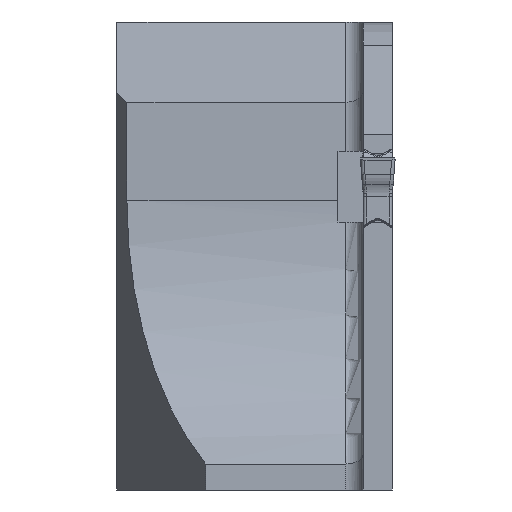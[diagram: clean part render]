
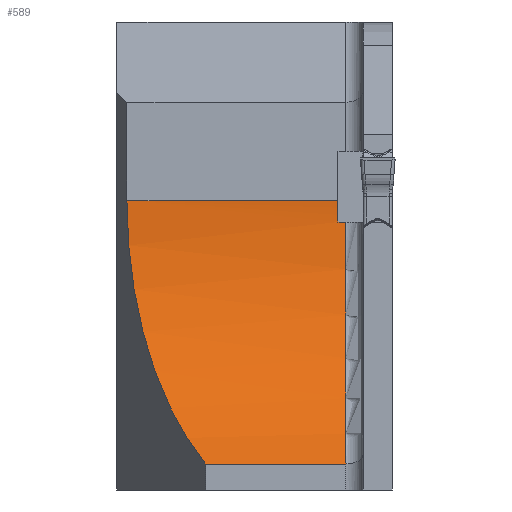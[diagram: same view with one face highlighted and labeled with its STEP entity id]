
A CAD part, front view. The second image highlights one B-rep face of the part: STEP entity #589.
In plain terms, the highlighted cylindrical face has radius 18.63 mm (diameter 37.26 mm), a partial arc.
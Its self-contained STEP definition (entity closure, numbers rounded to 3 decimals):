
#226=CYLINDRICAL_SURFACE('',#4169,18.63);
#294=ELLIPSE('',#4154,21.512,18.63);
#589=ADVANCED_FACE('',(#896),#226,.F.);
#896=FACE_OUTER_BOUND('',#1148,.T.);
#1148=EDGE_LOOP('',(#1596,#1597,#1598,#1599,#1600,#1601));
#1386=CIRCLE('',#4167,18.63);
#1387=CIRCLE('',#4168,18.63);
#1596=ORIENTED_EDGE('',*,*,#3178,.T.);
#1597=ORIENTED_EDGE('',*,*,#3141,.F.);
#1598=ORIENTED_EDGE('',*,*,#3156,.T.);
#1599=ORIENTED_EDGE('',*,*,#3177,.F.);
#1600=ORIENTED_EDGE('',*,*,#3179,.T.);
#1601=ORIENTED_EDGE('',*,*,#3180,.T.);
#2763=VERTEX_POINT('',#5203);
#2764=VERTEX_POINT('',#5204);
#2774=VERTEX_POINT('',#5234);
#2784=VERTEX_POINT('',#5275);
#2785=VERTEX_POINT('',#5279);
#2786=VERTEX_POINT('',#5281);
#3141=EDGE_CURVE('',#2763,#2764,#3761,.T.);
#3156=EDGE_CURVE('',#2763,#2774,#294,.T.);
#3177=EDGE_CURVE('',#2784,#2774,#3793,.T.);
#3178=EDGE_CURVE('',#2785,#2764,#1386,.T.);
#3179=EDGE_CURVE('',#2784,#2786,#1387,.T.);
#3180=EDGE_CURVE('',#2786,#2785,#3794,.T.);
#3761=LINE('',#5202,#3963);
#3793=LINE('',#5276,#3995);
#3794=LINE('',#5282,#3996);
#3963=VECTOR('',#4449,1.);
#3995=VECTOR('',#4513,1.);
#3996=VECTOR('',#4520,1.);
#4154=AXIS2_PLACEMENT_3D('',#5235,#4470,#4471);
#4167=AXIS2_PLACEMENT_3D('',#5278,#4516,#4517);
#4168=AXIS2_PLACEMENT_3D('',#5280,#4518,#4519);
#4169=AXIS2_PLACEMENT_3D('',#5283,#4521,#4522);
#4449=DIRECTION('',(1.,0.,0.));
#4470=DIRECTION('',(-0.866,-0.5,0.));
#4471=DIRECTION('',(-0.5,0.866,0.));
#4513=DIRECTION('',(-1.,0.,0.));
#4516=DIRECTION('',(1.,0.,0.));
#4517=DIRECTION('',(0.,0.,1.));
#4518=DIRECTION('',(1.,0.,0.));
#4519=DIRECTION('',(0.,1.,0.));
#4520=DIRECTION('',(-1.,0.,0.));
#4521=DIRECTION('',(-1.,0.,0.));
#4522=DIRECTION('',(0.,0.,1.));
#5202=CARTESIAN_POINT('',(16.555,-108.,13.7));
#5203=CARTESIAN_POINT('',(0.577,-108.,13.7));
#5204=CARTESIAN_POINT('',(12.75,-108.,13.7));
#5234=CARTESIAN_POINT('',(5.114,-115.858,-1.5));
#5235=CARTESIAN_POINT('',(11.333,-126.63,13.7));
#5275=CARTESIAN_POINT('',(13.2,-115.858,-1.5));
#5276=CARTESIAN_POINT('',(16.555,-115.858,-1.5));
#5278=CARTESIAN_POINT('',(12.75,-126.63,13.7));
#5279=CARTESIAN_POINT('',(12.75,-108.041,12.46));
#5280=CARTESIAN_POINT('',(13.2,-126.63,13.7));
#5281=CARTESIAN_POINT('',(13.2,-108.041,12.46));
#5282=CARTESIAN_POINT('',(16.555,-108.041,12.46));
#5283=CARTESIAN_POINT('',(16.555,-126.63,13.7));
